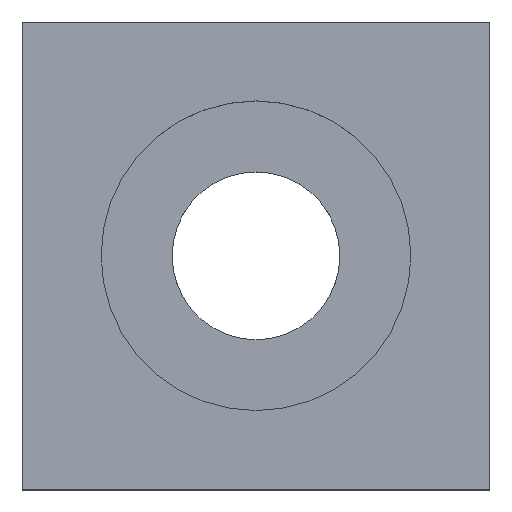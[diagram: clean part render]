
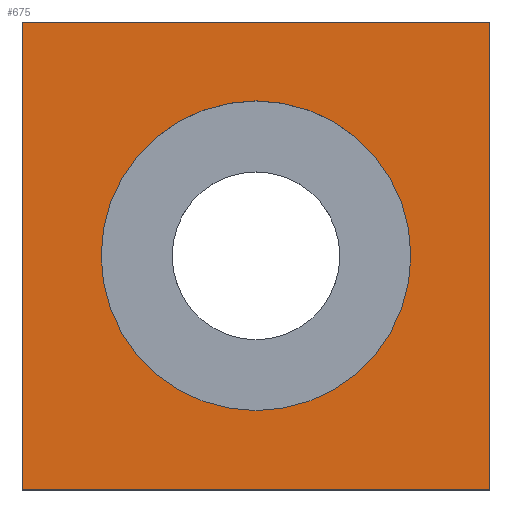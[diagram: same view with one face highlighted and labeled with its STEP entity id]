
A CAD part, top view. The second image highlights one B-rep face of the part: STEP entity #675.
In plain terms, the highlighted planar face has unit normal (0, 0, 1).
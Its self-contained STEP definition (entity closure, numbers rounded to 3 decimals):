
#18 = DIRECTION ( 'NONE',  ( 0., -1., 0. ) ) ;
#177 = VERTEX_POINT ( 'NONE', #1016 ) ;
#281 = EDGE_CURVE ( 'NONE', #2408, #2016, #2631, .T. ) ;
#329 = DIRECTION ( 'NONE',  ( 0., 1., 0. ) ) ;
#340 = CARTESIAN_POINT ( 'NONE',  ( 0., 0., 4.8 ) ) ;
#422 = VECTOR ( 'NONE', #2048, 1000. ) ;
#437 = CARTESIAN_POINT ( 'NONE',  ( 0., 2.65, 4.8 ) ) ;
#449 = CARTESIAN_POINT ( 'NONE',  ( -4., -4., 4.8 ) ) ;
#504 = CARTESIAN_POINT ( 'NONE',  ( 4., -4., 4.8 ) ) ;
#675 = ADVANCED_FACE ( 'NONE', ( #2391, #1257 ), #2627, .F. ) ;
#694 = VERTEX_POINT ( 'NONE', #1090 ) ;
#703 = VECTOR ( 'NONE', #1274, 1000. ) ;
#724 = CARTESIAN_POINT ( 'NONE',  ( 0., 0., 4.8 ) ) ;
#855 = ORIENTED_EDGE ( 'NONE', *, *, #281, .T. ) ;
#882 = VECTOR ( 'NONE', #1750, 1000. ) ;
#893 = LINE ( 'NONE', #1576, #882 ) ;
#955 = ORIENTED_EDGE ( 'NONE', *, *, #2534, .F. ) ;
#1006 = DIRECTION ( 'NONE',  ( 0., 1., 0. ) ) ;
#1016 = CARTESIAN_POINT ( 'NONE',  ( 0., -2.65, 4.8 ) ) ;
#1090 = CARTESIAN_POINT ( 'NONE',  ( 4., 4., 4.8 ) ) ;
#1157 = CARTESIAN_POINT ( 'NONE',  ( 4., 4., 4.8 ) ) ;
#1257 = FACE_OUTER_BOUND ( 'NONE', #2214, .T. ) ;
#1274 = DIRECTION ( 'NONE',  ( 1., 0., 0. ) ) ;
#1427 = AXIS2_PLACEMENT_3D ( 'NONE', #2378, #2426, #1548 ) ;
#1451 = DIRECTION ( 'NONE',  ( 0., 0., 1. ) ) ;
#1522 = EDGE_LOOP ( 'NONE', ( #955, #1817 ) ) ;
#1538 = VECTOR ( 'NONE', #18, 1000. ) ;
#1548 = DIRECTION ( 'NONE',  ( 0., -1., 0. ) ) ;
#1576 = CARTESIAN_POINT ( 'NONE',  ( 4., -4., 4.8 ) ) ;
#1659 = CIRCLE ( 'NONE', #2171, 2.65 ) ;
#1666 = CARTESIAN_POINT ( 'NONE',  ( -4., 4., 4.8 ) ) ;
#1750 = DIRECTION ( 'NONE',  ( 0., 1., 0. ) ) ;
#1754 = EDGE_CURVE ( 'NONE', #694, #2643, #1815, .T. ) ;
#1815 = LINE ( 'NONE', #1157, #422 ) ;
#1817 = ORIENTED_EDGE ( 'NONE', *, *, #2501, .F. ) ;
#1897 = VERTEX_POINT ( 'NONE', #437 ) ;
#1899 = ORIENTED_EDGE ( 'NONE', *, *, #2299, .T. ) ;
#1972 = EDGE_CURVE ( 'NONE', #2643, #2408, #2694, .T. ) ;
#2000 = CARTESIAN_POINT ( 'NONE',  ( -4., 4., 4.8 ) ) ;
#2016 = VERTEX_POINT ( 'NONE', #504 ) ;
#2048 = DIRECTION ( 'NONE',  ( -1., 0., 0. ) ) ;
#2171 = AXIS2_PLACEMENT_3D ( 'NONE', #724, #2716, #329 ) ;
#2176 = ORIENTED_EDGE ( 'NONE', *, *, #1972, .T. ) ;
#2214 = EDGE_LOOP ( 'NONE', ( #2598, #2176, #855, #1899 ) ) ;
#2299 = EDGE_CURVE ( 'NONE', #2016, #694, #893, .T. ) ;
#2309 = CIRCLE ( 'NONE', #2773, 2.65 ) ;
#2378 = CARTESIAN_POINT ( 'NONE',  ( 0., 0., 4.8 ) ) ;
#2391 = FACE_BOUND ( 'NONE', #1522, .T. ) ;
#2408 = VERTEX_POINT ( 'NONE', #2756 ) ;
#2426 = DIRECTION ( 'NONE',  ( 0., 0., -1. ) ) ;
#2501 = EDGE_CURVE ( 'NONE', #177, #1897, #1659, .T. ) ;
#2534 = EDGE_CURVE ( 'NONE', #1897, #177, #2309, .T. ) ;
#2598 = ORIENTED_EDGE ( 'NONE', *, *, #1754, .T. ) ;
#2627 = PLANE ( 'NONE',  #1427 ) ;
#2631 = LINE ( 'NONE', #449, #703 ) ;
#2643 = VERTEX_POINT ( 'NONE', #1666 ) ;
#2694 = LINE ( 'NONE', #2000, #1538 ) ;
#2716 = DIRECTION ( 'NONE',  ( 0., 0., 1. ) ) ;
#2756 = CARTESIAN_POINT ( 'NONE',  ( -4., -4., 4.8 ) ) ;
#2773 = AXIS2_PLACEMENT_3D ( 'NONE', #340, #1451, #1006 ) ;
